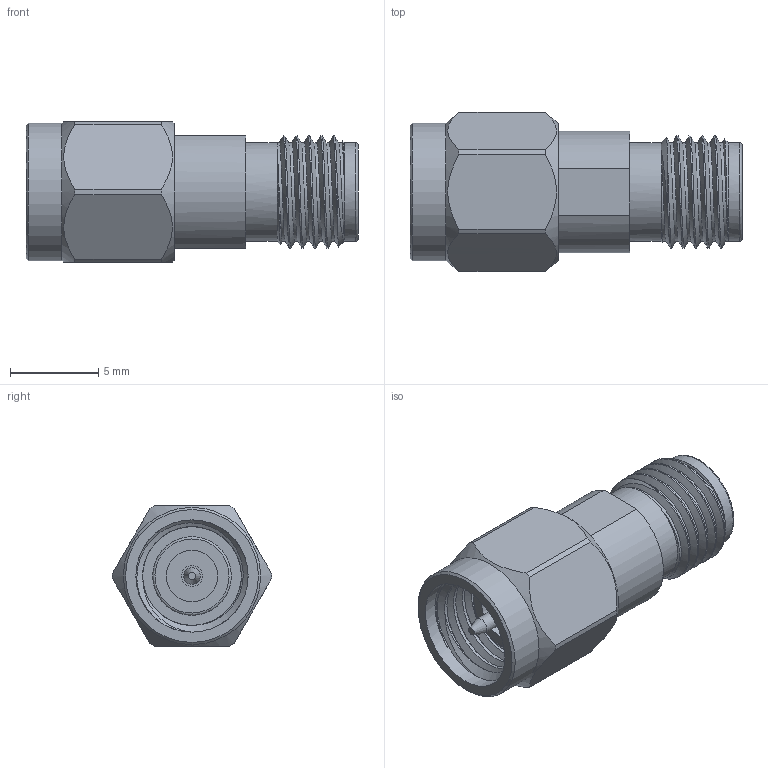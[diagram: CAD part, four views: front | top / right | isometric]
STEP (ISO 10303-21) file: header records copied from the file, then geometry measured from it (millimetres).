
FILE_DESCRIPTION (( 'STEP AP203' ), '1' );
FILE_NAME ('PE9659_3D.step', '2021-06-02T20:57:18', ( '' ), ( '' ), 'SwSTEP 2.0', 'SolidWorks 2020', '' );
FILE_SCHEMA (( 'CONFIG_CONTROL_DESIGN' ));
Length unit declared in the file: inch
Products named in the file (1): PE9659_3D
Bounding box: 18.77 x 8.99 x 7.94 mm (x, y, z)
Volume: 570.1 mm3; surface area: 916.7 mm2
Topology: 1 solids, 1 shells, 76 faces, 196 edges, 133 vertices
Faces by surface type: plane 31, cylinder 27, cone 10, bspline 7, torus 1
Full cylindrical faces by diameter (mm): 0.94 x2, 1.194 x2, 2.92 x1, 3.5 x1, 4.445 x1, 4.572 x1, 5.582 x2, 6.35 x6, 6.871 x1, 7.125 x1, 7.762 x1
Entity records: 5278 total; most frequent: CARTESIAN_POINT 3681, ORIENTED_EDGE 320, DIRECTION 278, EDGE_CURVE 160, VERTEX_POINT 124, AXIS2_PLACEMENT_3D 121, EDGE_LOOP 102, FACE_OUTER_BOUND 86
